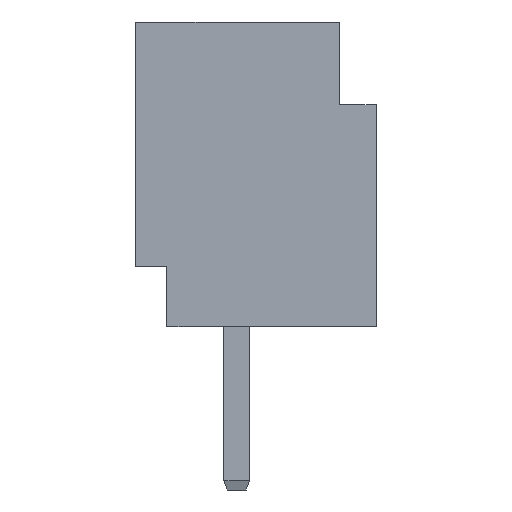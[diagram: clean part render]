
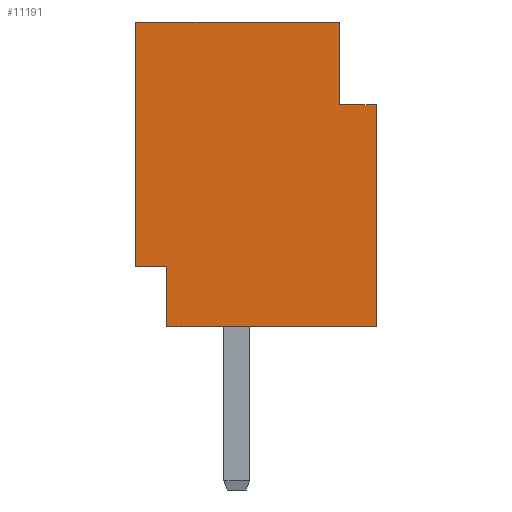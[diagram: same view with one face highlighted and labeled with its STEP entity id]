
A CAD part, left-side view. The second image highlights one B-rep face of the part: STEP entity #11191.
In plain terms, the highlighted planar face has unit normal (-1, 0, 0).
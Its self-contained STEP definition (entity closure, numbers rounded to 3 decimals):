
#487=ORIENTED_EDGE('',*,*,#2633,.T.);
#488=ORIENTED_EDGE('',*,*,#2727,.T.);
#489=ORIENTED_EDGE('',*,*,#2745,.T.);
#490=ORIENTED_EDGE('',*,*,#2746,.F.);
#491=ORIENTED_EDGE('',*,*,#2622,.F.);
#492=ORIENTED_EDGE('',*,*,#2738,.F.);
#493=ORIENTED_EDGE('',*,*,#2747,.F.);
#494=ORIENTED_EDGE('',*,*,#2748,.T.);
#2622=EDGE_CURVE('',#3756,#3757,#4472,.T.);
#2633=EDGE_CURVE('',#3767,#3766,#4483,.T.);
#2727=EDGE_CURVE('',#3766,#3856,#4577,.T.);
#2738=EDGE_CURVE('',#3864,#3756,#4588,.T.);
#2745=EDGE_CURVE('',#3856,#3869,#4595,.T.);
#2746=EDGE_CURVE('',#3757,#3869,#4596,.T.);
#2747=EDGE_CURVE('',#3870,#3864,#4597,.T.);
#2748=EDGE_CURVE('',#3870,#3767,#4598,.T.);
#3756=VERTEX_POINT('',#13949);
#3757=VERTEX_POINT('',#13951);
#3766=VERTEX_POINT('',#13972);
#3767=VERTEX_POINT('',#13974);
#3856=VERTEX_POINT('',#14159);
#3864=VERTEX_POINT('',#14181);
#3869=VERTEX_POINT('',#14196);
#3870=VERTEX_POINT('',#14199);
#4472=LINE('',#13950,#5342);
#4483=LINE('',#13973,#5353);
#4577=LINE('',#14160,#5447);
#4588=LINE('',#14182,#5458);
#4595=LINE('',#14195,#5465);
#4596=LINE('',#14197,#5466);
#4597=LINE('',#14198,#5467);
#4598=LINE('',#14200,#5468);
#5342=VECTOR('',#12164,1000.);
#5353=VECTOR('',#12179,1000.);
#5447=VECTOR('',#12279,1000.);
#5458=VECTOR('',#12296,1000.);
#5465=VECTOR('',#12307,1000.);
#5466=VECTOR('',#12308,1000.);
#5467=VECTOR('',#12309,1000.);
#5468=VECTOR('',#12310,1000.);
#6229=EDGE_LOOP('',(#487,#488,#489,#490,#491,#492,#493,#494));
#6769=FACE_BOUND('',#6229,.T.);
#7293=PLANE('',#11708);
#11191=ADVANCED_FACE('',(#6769),#7293,.T.);
#11708=AXIS2_PLACEMENT_3D('',#14194,#12305,#12306);
#12164=DIRECTION('',(0.,0.,-1.));
#12179=DIRECTION('',(0.,0.,-1.));
#12279=DIRECTION('',(0.,-1.,0.));
#12296=DIRECTION('',(0.,-1.,0.));
#12305=DIRECTION('',(-1.,0.,0.));
#12306=DIRECTION('',(0.,0.,1.));
#12307=DIRECTION('',(0.,0.,-1.));
#12308=DIRECTION('',(0.,1.,0.));
#12309=DIRECTION('',(0.,0.,-1.));
#12310=DIRECTION('',(0.,1.,0.));
#13949=CARTESIAN_POINT('',(-10.873,-1.93,3.073));
#13950=CARTESIAN_POINT('',(-10.873,-1.93,1.27));
#13951=CARTESIAN_POINT('',(-10.873,-1.93,0.));
#13972=CARTESIAN_POINT('',(-10.873,1.397,0.838));
#13973=CARTESIAN_POINT('',(-10.873,1.397,1.27));
#13974=CARTESIAN_POINT('',(-10.873,1.397,4.216));
#14159=CARTESIAN_POINT('',(-10.873,0.965,0.838));
#14160=CARTESIAN_POINT('',(-10.873,1.397,0.838));
#14181=CARTESIAN_POINT('',(-10.873,-1.422,3.073));
#14182=CARTESIAN_POINT('',(-10.873,-1.422,3.073));
#14194=CARTESIAN_POINT('',(-10.873,-1.93,1.27));
#14195=CARTESIAN_POINT('',(-10.873,0.965,0.838));
#14196=CARTESIAN_POINT('',(-10.873,0.965,0.));
#14197=CARTESIAN_POINT('',(-10.873,-1.93,0.));
#14198=CARTESIAN_POINT('',(-10.873,-1.422,4.216));
#14199=CARTESIAN_POINT('',(-10.873,-1.422,4.216));
#14200=CARTESIAN_POINT('',(-10.873,-1.93,4.216));
